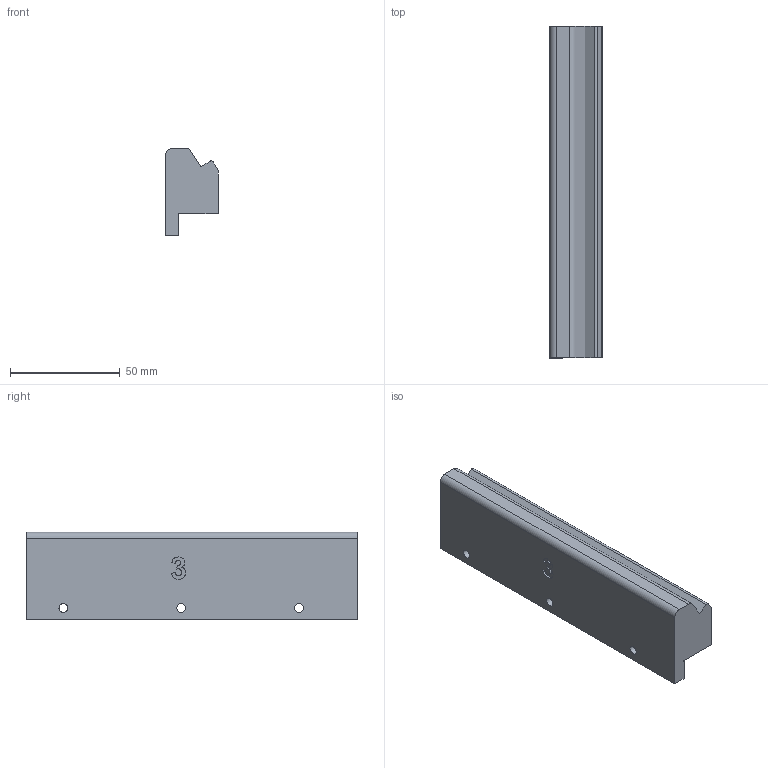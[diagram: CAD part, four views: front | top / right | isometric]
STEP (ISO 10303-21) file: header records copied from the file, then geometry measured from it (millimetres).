
FILE_DESCRIPTION(/* description */ (''),/* implementation_level */ '2;1');
FILE_NAME(/* name */ 'WinMountBot_Right3.step',/* time_stamp */ '2021-08-05T09:22:00-05:00',/* author */ (''),/* organization */ (''),/* preprocessor_version */ 'ST-DEVELOPER v18.1',/* originating_system */ 'Autodesk Translation Framework v10.9.0.1377',/* authorisation */ '');
FILE_SCHEMA (('AUTOMOTIVE_DESIGN { 1 0 10303 214 3 1 1 }'));
Length unit declared in the file: millimetre
Products named in the file (1): WinMountBot_Right3
Bounding box: 23.98 x 151.38 x 40 mm (x, y, z)
Volume: 105066.3 mm3; surface area: 20479 mm2
Topology: 1 solids, 1 shells, 48 faces, 135 edges, 90 vertices
Faces by surface type: bspline 25, plane 15, cylinder 8
Full cylindrical faces by diameter (mm): 4 x3
Entity records: 1837 total; most frequent: CARTESIAN_POINT 699, ORIENTED_EDGE 270, DIRECTION 149, EDGE_CURVE 135, VERTEX_POINT 90, LINE 69, VECTOR 69, EDGE_LOOP 55
